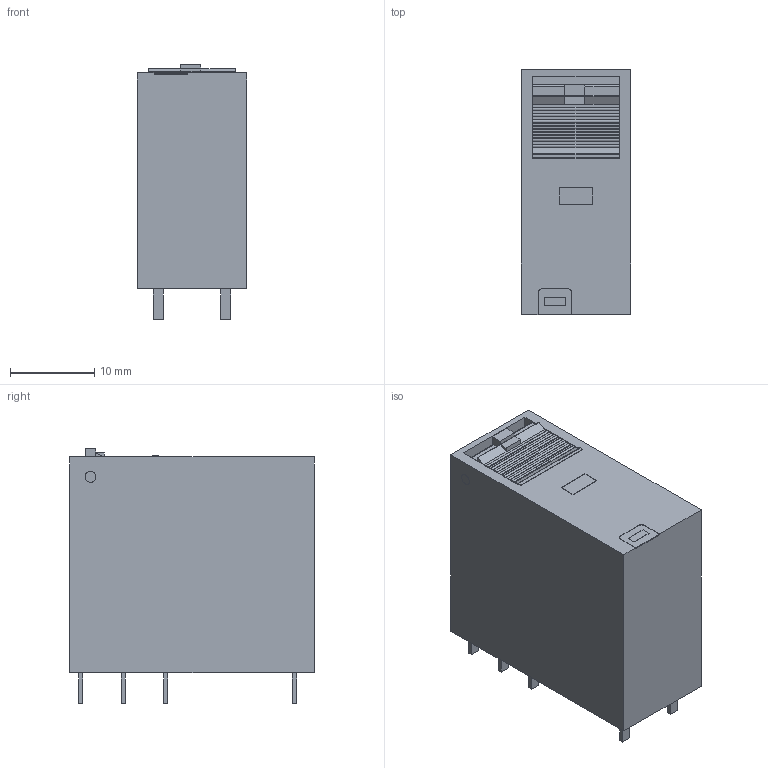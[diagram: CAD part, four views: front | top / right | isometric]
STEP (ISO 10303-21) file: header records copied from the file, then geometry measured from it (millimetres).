
FILE_DESCRIPTION(('CATIA V5R24 STEP','CAx-IF Rec.Pracs.--- Model Styling and Organization---1.2---2011-12-15'),'2;1');
FILE_NAME ('7029494_6', '2018-02-05T11:42:24+00:00', ('Weidmueller Interface'), ('Weidmueller'), 'CATIA Version 5-6 Release 2014 SP4', 'CATIA V5 STEP AP214', 'none');
FILE_SCHEMA(('AUTOMOTIVE_DESIGN { 1 0 10303 214 1 1 1 1 }'));
Length unit declared in the file: millimetre
Products named in the file (1): S3D_RCI_374_484_XXX_RECT_RD
Bounding box: 13 x 29 x 30.18 mm (x, y, z)
Volume: 9636.8 mm3; surface area: 3391.8 mm2
Topology: 11 solids, 11 shells, 170 faces, 429 edges, 282 vertices
Faces by surface type: plane 122, cylinder 48
Entity records: 5113 total; most frequent: CARTESIAN_POINT 897, ORIENTED_EDGE 858, DIRECTION 719, EDGE_CURVE 429, VECTOR 330, LINE 330, VERTEX_POINT 282, AXIS2_PLACEMENT_3D 242
